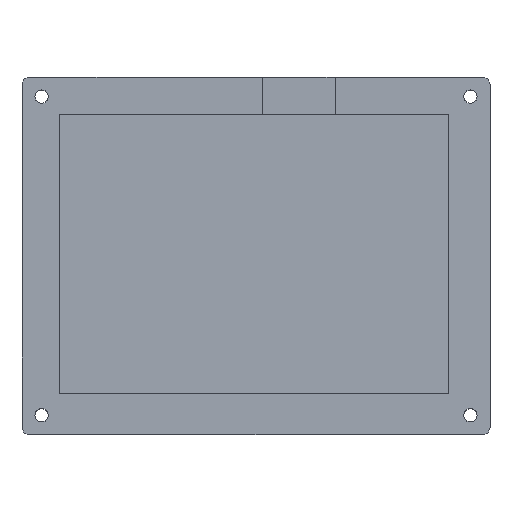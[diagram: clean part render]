
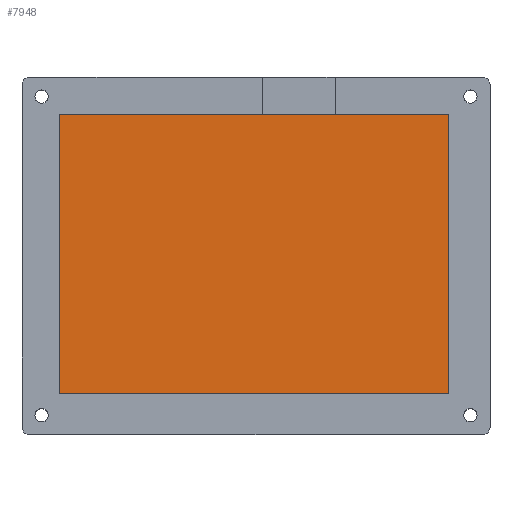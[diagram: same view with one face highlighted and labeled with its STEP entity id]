
A CAD part, top view. The second image highlights one B-rep face of the part: STEP entity #7948.
In plain terms, the highlighted planar face has unit normal (0, 0, 1).
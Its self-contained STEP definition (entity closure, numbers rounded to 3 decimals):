
#1283=FACE_OUTER_BOUND('',#1742,.T.);
#1742=EDGE_LOOP('',(#7317,#7318,#7319,#7320));
#2388=LINE('',#15983,#3027);
#2390=LINE('',#15988,#3029);
#2391=LINE('',#15989,#3030);
#2392=LINE('',#15990,#3031);
#3027=VECTOR('',#9125,10.);
#3029=VECTOR('',#9129,10.);
#3030=VECTOR('',#9130,10.);
#3031=VECTOR('',#9131,10.);
#3820=VERTEX_POINT('',#15980);
#3821=VERTEX_POINT('',#15982);
#3822=VERTEX_POINT('',#15986);
#3823=VERTEX_POINT('',#15987);
#4994=EDGE_CURVE('',#3820,#3821,#2388,.T.);
#4996=EDGE_CURVE('',#3822,#3823,#2390,.T.);
#4997=EDGE_CURVE('',#3821,#3822,#2391,.T.);
#4998=EDGE_CURVE('',#3823,#3820,#2392,.T.);
#7317=ORIENTED_EDGE('',*,*,#4996,.F.);
#7318=ORIENTED_EDGE('',*,*,#4997,.F.);
#7319=ORIENTED_EDGE('',*,*,#4994,.F.);
#7320=ORIENTED_EDGE('',*,*,#4998,.F.);
#7530=PLANE('',#8144);
#7948=ADVANCED_FACE('',(#1283),#7530,.T.);
#8144=AXIS2_PLACEMENT_3D('',#15985,#9127,#9128);
#9125=DIRECTION('',(1.,0.,0.));
#9127=DIRECTION('center_axis',(0.,0.,1.));
#9128=DIRECTION('ref_axis',(1.,0.,0.));
#9129=DIRECTION('',(-1.,0.,0.));
#9130=DIRECTION('',(0.,-1.,0.));
#9131=DIRECTION('',(0.,1.,0.));
#15980=CARTESIAN_POINT('',(70.,30.,3.));
#15982=CARTESIAN_POINT('',(169.,30.,3.));
#15983=CARTESIAN_POINT('',(94.75,30.,3.));
#15985=CARTESIAN_POINT('Origin',(119.5,-5.5,3.));
#15986=CARTESIAN_POINT('',(169.,-41.,3.));
#15987=CARTESIAN_POINT('',(70.,-41.,3.));
#15988=CARTESIAN_POINT('',(144.25,-41.,3.));
#15989=CARTESIAN_POINT('',(169.,12.25,3.));
#15990=CARTESIAN_POINT('',(70.,-23.25,3.));
